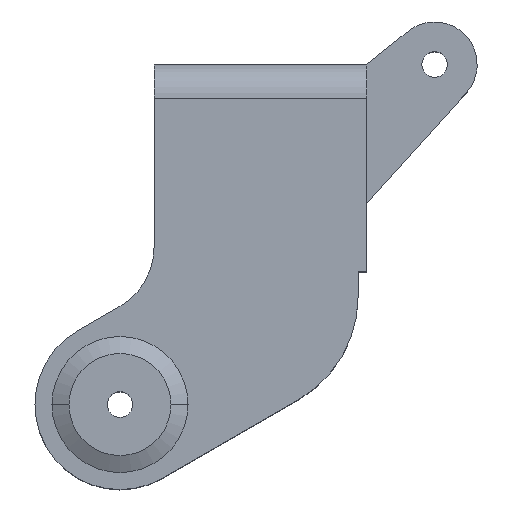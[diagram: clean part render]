
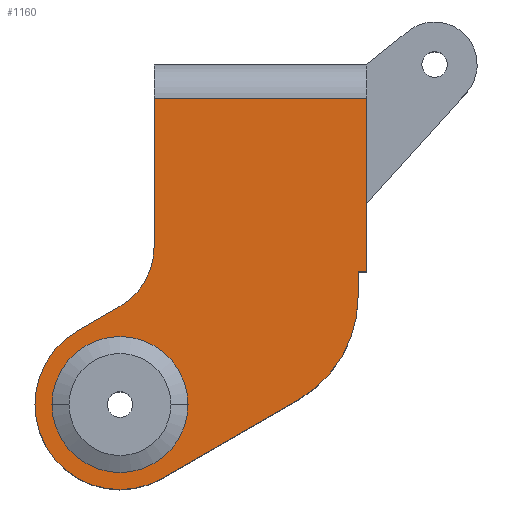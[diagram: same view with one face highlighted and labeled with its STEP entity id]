
A CAD part, top view. The second image highlights one B-rep face of the part: STEP entity #1160.
In plain terms, the highlighted planar face has unit normal (0, 0, 1).
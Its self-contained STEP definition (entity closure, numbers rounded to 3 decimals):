
#105=CARTESIAN_POINT('',(-140.,0.,70.));
#106=DIRECTION('',(0.,0.,1.));
#107=DIRECTION('',(1.,0.,0.));
#108=AXIS2_PLACEMENT_3D('',#105,#106,#107);
#110=CARTESIAN_POINT('',(-140.,0.,70.));
#111=DIRECTION('',(0.,0.,1.));
#112=DIRECTION('',(-1.,0.,0.));
#113=AXIS2_PLACEMENT_3D('',#110,#111,#112);
#115=DIRECTION('',(1.,0.,0.));
#116=VECTOR('',#115,125.);
#117=CARTESIAN_POINT('',(-120.,180.,70.));
#118=LINE('',#117,#116);
#119=DIRECTION('',(0.,1.,0.));
#120=VECTOR('',#119,14.496);
#121=CARTESIAN_POINT('',(0.,63.509,70.));
#122=LINE('',#121,#120);
#123=CARTESIAN_POINT('',(-70.,63.509,70.));
#124=DIRECTION('',(0.,0.,1.));
#125=DIRECTION('',(0.5,-0.866,0.));
#126=AXIS2_PLACEMENT_3D('',#123,#124,#125);
#128=DIRECTION('',(0.866,0.5,0.));
#129=VECTOR('',#128,92.376);
#130=CARTESIAN_POINT('',(-115.,-43.301,70.));
#131=LINE('',#130,#129);
#132=CARTESIAN_POINT('',(-140.,0.,70.));
#133=DIRECTION('',(0.,0.,1.));
#134=DIRECTION('',(-0.5,0.866,0.));
#135=AXIS2_PLACEMENT_3D('',#132,#133,#134);
#137=DIRECTION('',(-0.866,-0.5,0.));
#138=VECTOR('',#137,28.868);
#139=CARTESIAN_POINT('',(-140.,57.735,70.));
#140=LINE('',#139,#138);
#141=CARTESIAN_POINT('',(-160.,92.376,70.));
#142=DIRECTION('',(0.,0.,-1.));
#143=DIRECTION('',(1.,0.,0.));
#144=AXIS2_PLACEMENT_3D('',#141,#142,#143);
#146=DIRECTION('',(0.,-1.,0.));
#147=VECTOR('',#146,87.624);
#148=CARTESIAN_POINT('',(-120.,180.,70.));
#149=LINE('',#148,#147);
#556=DIRECTION('',(1.,0.,0.));
#557=VECTOR('',#556,5.);
#558=CARTESIAN_POINT('',(0.,78.004,70.));
#559=LINE('',#558,#557);
#598=DIRECTION('',(0.,-1.,0.));
#599=VECTOR('',#598,101.996);
#600=CARTESIAN_POINT('',(5.,180.,70.));
#601=LINE('',#600,#599);
#775=CARTESIAN_POINT('',(-120.,92.376,70.));
#776=CARTESIAN_POINT('',(-140.,57.735,70.));
#777=VERTEX_POINT('',#775);
#778=VERTEX_POINT('',#776);
#779=CARTESIAN_POINT('',(-165.,43.301,70.));
#780=VERTEX_POINT('',#779);
#781=CARTESIAN_POINT('',(-115.,-43.301,70.));
#782=VERTEX_POINT('',#781);
#783=CARTESIAN_POINT('',(-35.,2.887,70.));
#784=VERTEX_POINT('',#783);
#785=CARTESIAN_POINT('',(0.,63.509,70.));
#786=VERTEX_POINT('',#785);
#787=CARTESIAN_POINT('',(-120.,180.,70.));
#789=VERTEX_POINT('',#787);
#835=CARTESIAN_POINT('',(-100.,0.,70.));
#836=CARTESIAN_POINT('',(-180.,0.,70.));
#837=VERTEX_POINT('',#835);
#838=VERTEX_POINT('',#836);
#907=CARTESIAN_POINT('',(5.,78.004,70.));
#909=VERTEX_POINT('',#907);
#920=CARTESIAN_POINT('',(5.,180.,70.));
#922=VERTEX_POINT('',#920);
#923=CARTESIAN_POINT('',(0.,78.004,70.));
#925=VERTEX_POINT('',#923);
#1128=CARTESIAN_POINT('',(0.,0.,70.));
#1129=DIRECTION('',(0.,0.,1.));
#1130=DIRECTION('',(1.,0.,0.));
#1131=AXIS2_PLACEMENT_3D('',#1128,#1129,#1130);
#1132=PLANE('',#1131);
#1134=ORIENTED_EDGE('',*,*,#1133,.T.);
#1136=ORIENTED_EDGE('',*,*,#1135,.T.);
#1138=ORIENTED_EDGE('',*,*,#1137,.F.);
#1140=ORIENTED_EDGE('',*,*,#1139,.F.);
#1142=ORIENTED_EDGE('',*,*,#1141,.F.);
#1144=ORIENTED_EDGE('',*,*,#1143,.F.);
#1146=ORIENTED_EDGE('',*,*,#1145,.F.);
#1148=ORIENTED_EDGE('',*,*,#1147,.F.);
#1150=ORIENTED_EDGE('',*,*,#1149,.F.);
#1152=ORIENTED_EDGE('',*,*,#1151,.F.);
#1153=EDGE_LOOP('',(#1134,#1136,#1138,#1140,#1142,#1144,#1146,#1148,#1150,
#1152));
#1154=FACE_OUTER_BOUND('',#1153,.F.);
#1156=ORIENTED_EDGE('',*,*,#1155,.T.);
#1157=ORIENTED_EDGE('',*,*,#1118,.T.);
#1158=EDGE_LOOP('',(#1156,#1157));
#1159=FACE_BOUND('',#1158,.F.);
#1160=ADVANCED_FACE('',(#1154,#1159),#1132,.T.);
#109=CIRCLE('',#108,40.);
#114=CIRCLE('',#113,40.);
#127=CIRCLE('',#126,70.);
#136=CIRCLE('',#135,50.);
#145=CIRCLE('',#144,40.);
#1118=EDGE_CURVE('',#838,#837,#114,.T.);
#1133=EDGE_CURVE('',#789,#922,#118,.T.);
#1135=EDGE_CURVE('',#922,#909,#601,.T.);
#1137=EDGE_CURVE('',#925,#909,#559,.T.);
#1139=EDGE_CURVE('',#786,#925,#122,.T.);
#1141=EDGE_CURVE('',#784,#786,#127,.T.);
#1143=EDGE_CURVE('',#782,#784,#131,.T.);
#1145=EDGE_CURVE('',#780,#782,#136,.T.);
#1147=EDGE_CURVE('',#778,#780,#140,.T.);
#1149=EDGE_CURVE('',#777,#778,#145,.T.);
#1151=EDGE_CURVE('',#789,#777,#149,.T.);
#1155=EDGE_CURVE('',#837,#838,#109,.T.);
